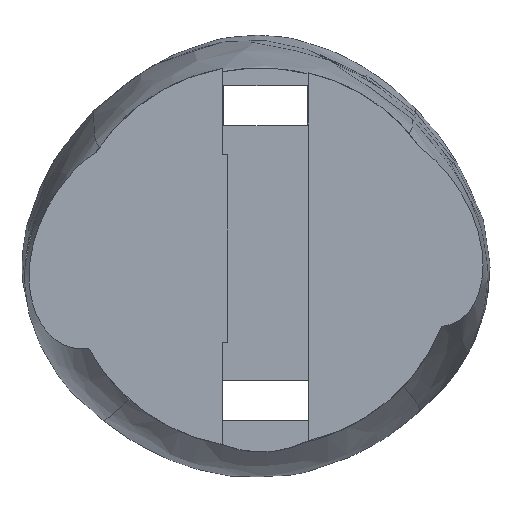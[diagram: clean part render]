
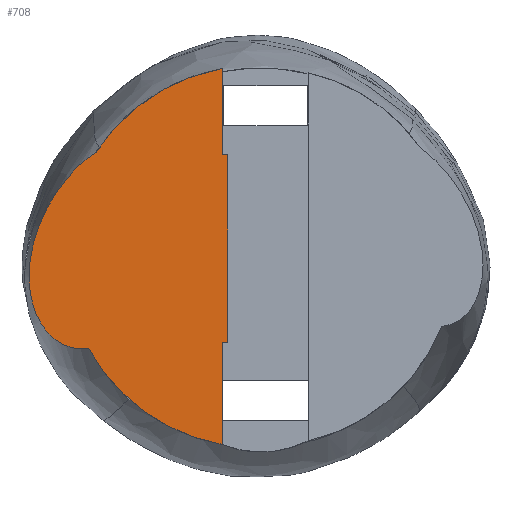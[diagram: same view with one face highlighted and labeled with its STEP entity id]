
A CAD part, front view. The second image highlights one B-rep face of the part: STEP entity #708.
In plain terms, the highlighted planar face has unit normal (0, -1, 0).
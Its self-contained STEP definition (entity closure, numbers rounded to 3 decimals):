
#31=CIRCLE('',#746,7.113);
#32=CIRCLE('',#748,7.113);
#49=B_SPLINE_CURVE_WITH_KNOTS('',3,(#1861,#1862,#1863,#1864,#1865,#1866,
#1867,#1868,#1869,#1870,#1871,#1872,#1873,#1874,#1875,#1876,#1877,#1878),
 .UNSPECIFIED.,.F.,.F.,(4,2,2,2,2,2,2,2,4),(-1.382,-1.256,
-1.075,-0.912,-0.699,-0.507,
-0.311,-0.119,-0.022),.UNSPECIFIED.);
#109=FACE_OUTER_BOUND('',#153,.T.);
#153=EDGE_LOOP('',(#629,#630,#631,#632,#633,#634,#635,#636));
#179=LINE('',#955,#241);
#205=LINE('',#1025,#267);
#207=LINE('',#1397,#269);
#209=LINE('',#1403,#271);
#212=LINE('',#1416,#274);
#241=VECTOR('',#794,3.795);
#267=VECTOR('',#844,0.205);
#269=VECTOR('',#848,7.);
#271=VECTOR('',#854,0.205);
#274=VECTOR('',#859,3.204);
#298=VERTEX_POINT('',#952);
#299=VERTEX_POINT('',#954);
#319=VERTEX_POINT('',#1023);
#325=VERTEX_POINT('',#1395);
#327=VERTEX_POINT('',#1401);
#330=VERTEX_POINT('',#1414);
#338=VERTEX_POINT('',#1504);
#339=VERTEX_POINT('',#1511);
#371=EDGE_CURVE('',#298,#299,#179,.T.);
#401=EDGE_CURVE('',#298,#319,#205,.T.);
#409=EDGE_CURVE('',#319,#325,#207,.T.);
#412=EDGE_CURVE('',#325,#327,#209,.T.);
#416=EDGE_CURVE('',#330,#327,#212,.T.);
#428=EDGE_CURVE('',#338,#330,#31,.T.);
#429=EDGE_CURVE('',#299,#339,#32,.T.);
#439=EDGE_CURVE('',#339,#338,#49,.T.);
#629=ORIENTED_EDGE('',*,*,#401,.T.);
#630=ORIENTED_EDGE('',*,*,#409,.T.);
#631=ORIENTED_EDGE('',*,*,#412,.T.);
#632=ORIENTED_EDGE('',*,*,#416,.F.);
#633=ORIENTED_EDGE('',*,*,#428,.F.);
#634=ORIENTED_EDGE('',*,*,#439,.F.);
#635=ORIENTED_EDGE('',*,*,#429,.F.);
#636=ORIENTED_EDGE('',*,*,#371,.F.);
#672=PLANE('',#753);
#708=ADVANCED_FACE('',(#109),#672,.T.);
#746=AXIS2_PLACEMENT_3D('',#1509,#882,#883);
#748=AXIS2_PLACEMENT_3D('',#1512,#886,#887);
#753=AXIS2_PLACEMENT_3D('',#2614,#899,#900);
#794=DIRECTION('',(0.,0.,-1.));
#844=DIRECTION('',(1.,0.,0.));
#848=DIRECTION('',(0.,0.,1.));
#854=DIRECTION('',(-1.,0.,0.));
#859=DIRECTION('',(0.,0.,-1.));
#882=DIRECTION('center_axis',(0.,1.,0.));
#883=DIRECTION('ref_axis',(-0.178,0.,-0.984));
#886=DIRECTION('center_axis',(0.,1.,0.));
#887=DIRECTION('ref_axis',(-0.178,0.,-0.984));
#899=DIRECTION('center_axis',(0.,-1.,0.));
#900=DIRECTION('ref_axis',(0.,0.,-1.));
#952=CARTESIAN_POINT('',(10.339,81.,-0.987));
#954=CARTESIAN_POINT('',(10.339,81.,-4.783));
#955=CARTESIAN_POINT('',(10.339,81.,9.217));
#1023=CARTESIAN_POINT('',(10.544,81.,-0.987));
#1025=CARTESIAN_POINT('',(9.044,81.,-0.987));
#1395=CARTESIAN_POINT('',(10.544,81.,6.013));
#1397=CARTESIAN_POINT('',(10.544,81.,-0.987));
#1401=CARTESIAN_POINT('',(10.339,81.,6.013));
#1403=CARTESIAN_POINT('',(10.544,81.,6.013));
#1414=CARTESIAN_POINT('',(10.339,81.,9.217));
#1416=CARTESIAN_POINT('',(10.339,81.,9.217));
#1504=CARTESIAN_POINT('',(5.647,81.,6.106));
#1509=CARTESIAN_POINT('Origin',(11.602,81.,2.217));
#1511=CARTESIAN_POINT('',(5.376,81.,-1.221));
#1512=CARTESIAN_POINT('Origin',(11.602,81.,2.217));
#1861=CARTESIAN_POINT('Ctrl Pts',(5.376,81.,-1.221));
#1862=CARTESIAN_POINT('Ctrl Pts',(5.25,81.,-1.231));
#1863=CARTESIAN_POINT('Ctrl Pts',(5.123,81.,-1.231));
#1864=CARTESIAN_POINT('Ctrl Pts',(4.818,81.,-1.202));
#1865=CARTESIAN_POINT('Ctrl Pts',(4.595,81.,-1.155));
#1866=CARTESIAN_POINT('Ctrl Pts',(4.146,81.,-0.914));
#1867=CARTESIAN_POINT('Ctrl Pts',(3.962,81.,-0.757));
#1868=CARTESIAN_POINT('Ctrl Pts',(3.605,81.,-0.33));
#1869=CARTESIAN_POINT('Ctrl Pts',(3.445,81.,-0.033));
#1870=CARTESIAN_POINT('Ctrl Pts',(3.232,81.,0.596));
#1871=CARTESIAN_POINT('Ctrl Pts',(3.118,81.,1.07));
#1872=CARTESIAN_POINT('Ctrl Pts',(3.193,81.,2.404));
#1873=CARTESIAN_POINT('Ctrl Pts',(3.382,81.,3.108));
#1874=CARTESIAN_POINT('Ctrl Pts',(4.014,81.,4.44));
#1875=CARTESIAN_POINT('Ctrl Pts',(4.429,81.,5.025));
#1876=CARTESIAN_POINT('Ctrl Pts',(5.11,81.,5.712));
#1877=CARTESIAN_POINT('Ctrl Pts',(5.369,81.,5.931));
#1878=CARTESIAN_POINT('Ctrl Pts',(5.647,81.,6.106));
#2614=CARTESIAN_POINT('Origin',(9.794,81.,2.513));
